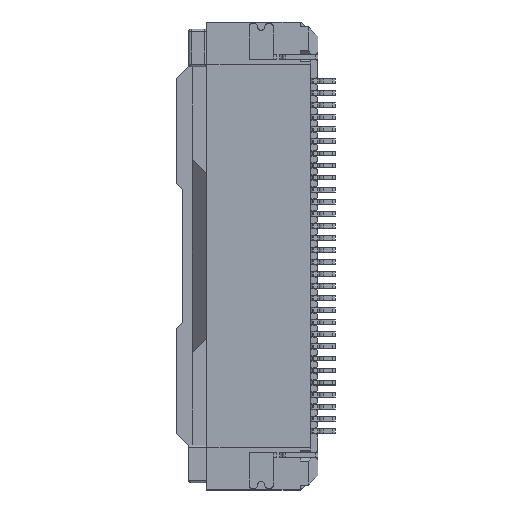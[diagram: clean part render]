
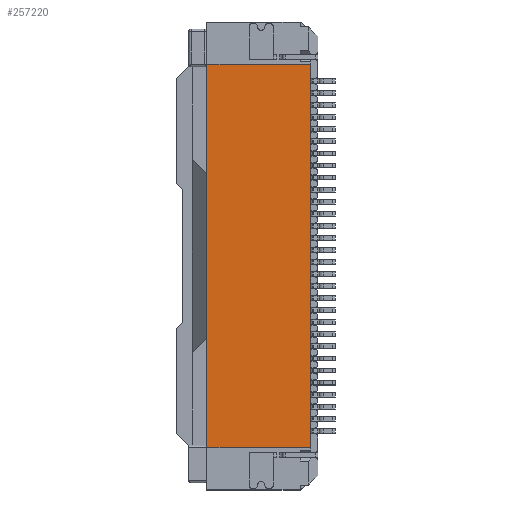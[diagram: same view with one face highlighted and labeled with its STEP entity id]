
A CAD part, top view. The second image highlights one B-rep face of the part: STEP entity #257220.
In plain terms, the highlighted planar face has unit normal (0, 0, 1).
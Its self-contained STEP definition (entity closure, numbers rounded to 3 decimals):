
#21420=CARTESIAN_POINT('',(43.039,66.834,1.99));
#21430=VERTEX_POINT('',#21420);
#21480=CARTESIAN_POINT('',(0.,66.834,1.99));
#21490=DIRECTION('',(-1.,0.,0.));
#21500=VECTOR('',#21490,1.);
#21510=LINE('',#21480,#21500);
#21520=CARTESIAN_POINT('',(47.339,66.834,1.99));
#21530=VERTEX_POINT('',#21520);
#21540=EDGE_CURVE('',#21530,#21430,#21510,.T.);
#27470=CARTESIAN_POINT('',(47.339,82.734,1.99));
#27480=VERTEX_POINT('',#27470);
#31320=CARTESIAN_POINT('',(47.339,0.,1.99));
#31330=DIRECTION('',(0.,-1.,0.));
#31340=VECTOR('',#31330,1.);
#31350=LINE('',#31320,#31340);
#31360=EDGE_CURVE('',#27480,#21530,#31350,.T.);
#77220=CARTESIAN_POINT('',(43.039,82.734,1.99));
#77230=VERTEX_POINT('',#77220);
#77330=CARTESIAN_POINT('',(0.,82.734,1.99));
#77340=DIRECTION('',(1.,0.,0.));
#77350=VECTOR('',#77340,1.);
#77360=LINE('',#77330,#77350);
#77370=EDGE_CURVE('',#77230,#27480,#77360,.T.);
#257060=CARTESIAN_POINT('',(0.,0.,1.99));
#257070=DIRECTION('',(0.,0.,1.));
#257080=DIRECTION('',(1.,0.,0.));
#257090=AXIS2_PLACEMENT_3D('',#257060,#257070,#257080);
#257100=PLANE('',#257090);
#257110=ORIENTED_EDGE('',*,*,#21540,.F.);
#257120=CARTESIAN_POINT('',(43.039,0.,1.99));
#257130=DIRECTION('',(0.,-1.,0.));
#257140=VECTOR('',#257130,1.);
#257150=LINE('',#257120,#257140);
#257160=EDGE_CURVE('',#77230,#21430,#257150,.T.);
#257170=ORIENTED_EDGE('',*,*,#257160,.T.);
#257180=ORIENTED_EDGE('',*,*,#77370,.F.);
#257190=ORIENTED_EDGE('',*,*,#31360,.F.);
#257200=EDGE_LOOP('',(#257190,#257180,#257170,#257110));
#257210=FACE_OUTER_BOUND('',#257200,.T.);
#257220=ADVANCED_FACE('',(#257210),#257100,.T.);
